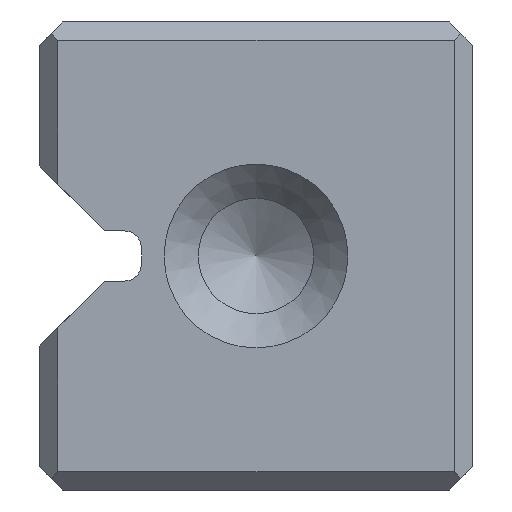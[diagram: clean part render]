
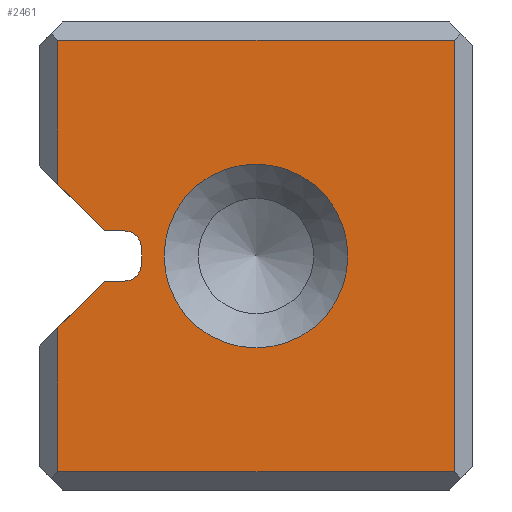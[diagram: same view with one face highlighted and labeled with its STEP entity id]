
A CAD part, left-side view. The second image highlights one B-rep face of the part: STEP entity #2461.
In plain terms, the highlighted planar face has unit normal (-1, 0, 0).
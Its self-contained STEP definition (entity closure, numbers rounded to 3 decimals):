
#2461=ADVANCED_FACE('',(#3368,#3369),#2839,.T.);
#2839=PLANE('',#8746);
#3085=CIRCLE('',#8743,1.);
#3086=CIRCLE('',#8744,1.);
#3087=CIRCLE('',#8745,5.5);
#3368=FACE_BOUND('',#3558,.T.);
#3369=FACE_BOUND('',#3559,.T.);
#3558=EDGE_LOOP('',(#4256,#4257,#4258,#4259,#4260,#4261,#4262,#4263,#4264,
#4265,#4266,#4267));
#3559=EDGE_LOOP('',(#4268));
#4256=ORIENTED_EDGE('',*,*,#6730,.T.);
#4257=ORIENTED_EDGE('',*,*,#6731,.T.);
#4258=ORIENTED_EDGE('',*,*,#6732,.T.);
#4259=ORIENTED_EDGE('',*,*,#6733,.T.);
#4260=ORIENTED_EDGE('',*,*,#6734,.T.);
#4261=ORIENTED_EDGE('',*,*,#6735,.T.);
#4262=ORIENTED_EDGE('',*,*,#6736,.T.);
#4263=ORIENTED_EDGE('',*,*,#6737,.T.);
#4264=ORIENTED_EDGE('',*,*,#6738,.T.);
#4265=ORIENTED_EDGE('',*,*,#6739,.T.);
#4266=ORIENTED_EDGE('',*,*,#6740,.T.);
#4267=ORIENTED_EDGE('',*,*,#6741,.F.);
#4268=ORIENTED_EDGE('',*,*,#6742,.F.);
#6092=VERTEX_POINT('',#11210);
#6093=VERTEX_POINT('',#11211);
#6094=VERTEX_POINT('',#11213);
#6095=VERTEX_POINT('',#11215);
#6096=VERTEX_POINT('',#11217);
#6097=VERTEX_POINT('',#11219);
#6098=VERTEX_POINT('',#11221);
#6099=VERTEX_POINT('',#11223);
#6100=VERTEX_POINT('',#11225);
#6101=VERTEX_POINT('',#11227);
#6102=VERTEX_POINT('',#11229);
#6103=VERTEX_POINT('',#11231);
#6104=VERTEX_POINT('',#11234);
#6730=EDGE_CURVE('',#6092,#6093,#7561,.T.);
#6731=EDGE_CURVE('',#6093,#6094,#7562,.T.);
#6732=EDGE_CURVE('',#6094,#6095,#7563,.T.);
#6733=EDGE_CURVE('',#6095,#6096,#7564,.T.);
#6734=EDGE_CURVE('',#6096,#6097,#7565,.T.);
#6735=EDGE_CURVE('',#6097,#6098,#7566,.T.);
#6736=EDGE_CURVE('',#6098,#6099,#7567,.T.);
#6737=EDGE_CURVE('',#6099,#6100,#7568,.T.);
#6738=EDGE_CURVE('',#6100,#6101,#3085,.T.);
#6739=EDGE_CURVE('',#6101,#6102,#7569,.T.);
#6740=EDGE_CURVE('',#6102,#6103,#3086,.T.);
#6741=EDGE_CURVE('',#6092,#6103,#7570,.T.);
#6742=EDGE_CURVE('',#6104,#6104,#3087,.T.);
#7561=LINE('',#11209,#8223);
#7562=LINE('',#11212,#8224);
#7563=LINE('',#11214,#8225);
#7564=LINE('',#11216,#8226);
#7565=LINE('',#11218,#8227);
#7566=LINE('',#11220,#8228);
#7567=LINE('',#11222,#8229);
#7568=LINE('',#11224,#8230);
#7569=LINE('',#11228,#8231);
#7570=LINE('',#11232,#8232);
#8223=VECTOR('',#9276,1.);
#8224=VECTOR('',#9277,1.);
#8225=VECTOR('',#9278,1.);
#8226=VECTOR('',#9279,1.);
#8227=VECTOR('',#9280,1.);
#8228=VECTOR('',#9281,1.);
#8229=VECTOR('',#9282,1.);
#8230=VECTOR('',#9283,1.);
#8231=VECTOR('',#9286,1.);
#8232=VECTOR('',#9289,1.);
#8743=AXIS2_PLACEMENT_3D('',#11226,#9284,#9285);
#8744=AXIS2_PLACEMENT_3D('',#11230,#9287,#9288);
#8745=AXIS2_PLACEMENT_3D('',#11233,#9290,#9291);
#8746=AXIS2_PLACEMENT_3D('',#11235,#9292,#9293);
#9276=DIRECTION('',(0.,0.707,-0.707));
#9277=DIRECTION('',(0.,0.,-1.));
#9278=DIRECTION('',(0.,-1.,0.));
#9279=DIRECTION('',(0.,0.,1.));
#9280=DIRECTION('',(0.,1.,0.));
#9281=DIRECTION('',(0.,0.,-1.));
#9282=DIRECTION('',(0.,-0.707,-0.707));
#9283=DIRECTION('',(0.,-1.,0.));
#9284=DIRECTION('',(1.,0.,0.));
#9285=DIRECTION('',(0.,0.,1.));
#9286=DIRECTION('',(0.,0.,-1.));
#9287=DIRECTION('',(1.,0.,0.));
#9288=DIRECTION('',(0.,0.,1.));
#9289=DIRECTION('',(0.,-1.,0.));
#9290=DIRECTION('',(-1.,0.,0.));
#9291=DIRECTION('',(0.,0.,1.));
#9292=DIRECTION('',(-1.,0.,0.));
#9293=DIRECTION('',(0.,1.,0.));
#11209=CARTESIAN_POINT('',(-900.,22.662,11.862));
#11210=CARTESIAN_POINT('',(-900.,34.42,0.105));
#11211=CARTESIAN_POINT('',(-900.,37.205,-2.68));
#11212=CARTESIAN_POINT('',(-900.,37.205,1.605));
#11213=CARTESIAN_POINT('',(-900.,37.205,-11.295));
#11214=CARTESIAN_POINT('',(-900.,12.405,-11.295));
#11215=CARTESIAN_POINT('',(-900.,13.505,-11.295));
#11216=CARTESIAN_POINT('',(-900.,13.505,1.605));
#11217=CARTESIAN_POINT('',(-900.,13.505,14.505));
#11218=CARTESIAN_POINT('',(-900.,12.405,14.505));
#11219=CARTESIAN_POINT('',(-900.,37.205,14.505));
#11220=CARTESIAN_POINT('',(-900.,37.205,1.605));
#11221=CARTESIAN_POINT('',(-900.,37.205,5.89));
#11222=CARTESIAN_POINT('',(-900.,22.662,-8.652));
#11223=CARTESIAN_POINT('',(-900.,34.42,3.105));
#11224=CARTESIAN_POINT('',(-900.,32.205,3.105));
#11225=CARTESIAN_POINT('',(-900.,33.205,3.105));
#11226=CARTESIAN_POINT('',(-900.,33.205,2.105));
#11227=CARTESIAN_POINT('',(-900.,32.205,2.105));
#11228=CARTESIAN_POINT('',(-900.,32.205,3.105));
#11229=CARTESIAN_POINT('',(-900.,32.205,1.105));
#11230=CARTESIAN_POINT('',(-900.,33.205,1.105));
#11231=CARTESIAN_POINT('',(-900.,33.205,0.105));
#11232=CARTESIAN_POINT('',(-900.,32.205,0.105));
#11233=CARTESIAN_POINT('',(-900.,25.355,1.605));
#11234=CARTESIAN_POINT('',(-900.,25.355,7.105));
#11235=CARTESIAN_POINT('',(-900.,12.405,1.605));
